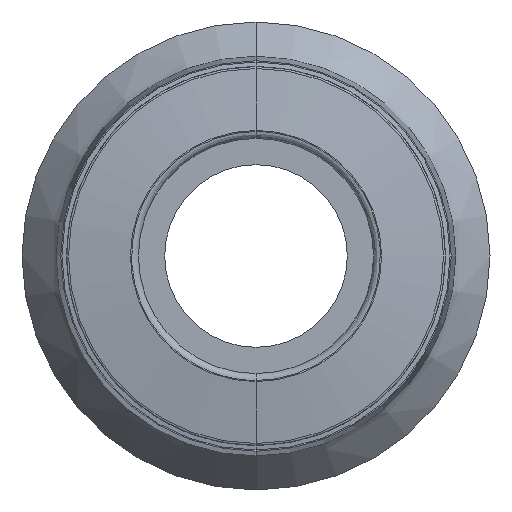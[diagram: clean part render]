
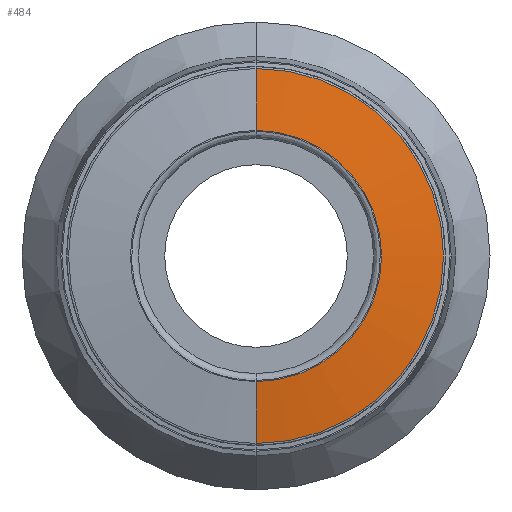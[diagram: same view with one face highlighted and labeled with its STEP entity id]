
A CAD part, front view. The second image highlights one B-rep face of the part: STEP entity #484.
In plain terms, the highlighted conical face has half-angle 81.87 degrees and reference radius 8.214 mm.
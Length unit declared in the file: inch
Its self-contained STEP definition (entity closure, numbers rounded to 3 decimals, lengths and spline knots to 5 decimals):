
#248 = CONICAL_SURFACE ( 'NONE', #2060, 0.32339, 1.429 ) ;
#484 = ADVANCED_FACE ( 'NONE', ( #2055 ), #248, .T. ) ;
#497 = CARTESIAN_POINT ( 'NONE',  ( 0., 0.01527, -0.32339 ) ) ;
#505 = CARTESIAN_POINT ( 'NONE',  ( 0., 0., 0.21654 ) ) ;
#534 = EDGE_CURVE ( 'NONE', #1006, #759, #553, .T. ) ;
#553 = CIRCLE ( 'NONE', #2464, 0.32339 ) ;
#570 = DIRECTION ( 'NONE',  ( -1., 0., 0. ) ) ;
#575 = DIRECTION ( 'NONE',  ( 0., -1., 0. ) ) ;
#584 = CARTESIAN_POINT ( 'NONE',  ( 0., 0.01527, 0. ) ) ;
#625 = VECTOR ( 'NONE', #1932, 39.37008 ) ;
#653 = LINE ( 'NONE', #497, #625 ) ;
#759 = VERTEX_POINT ( 'NONE', #1245 ) ;
#764 = DIRECTION ( 'NONE',  ( 0., 0., 1. ) ) ;
#880 = CARTESIAN_POINT ( 'NONE',  ( 0., 0., -0.21654 ) ) ;
#912 = EDGE_CURVE ( 'NONE', #1724, #759, #2178, .T. ) ;
#1006 = VERTEX_POINT ( 'NONE', #1384 ) ;
#1046 = CARTESIAN_POINT ( 'NONE',  ( 0., 0.01527, 0. ) ) ;
#1088 = DIRECTION ( 'NONE',  ( 0., 1., 0. ) ) ;
#1097 = ORIENTED_EDGE ( 'NONE', *, *, #912, .F. ) ;
#1144 = AXIS2_PLACEMENT_3D ( 'NONE', #2364, #1165, #2556 ) ;
#1165 = DIRECTION ( 'NONE',  ( 0., -1., 0. ) ) ;
#1245 = CARTESIAN_POINT ( 'NONE',  ( 0., 0.01527, 0.32339 ) ) ;
#1384 = CARTESIAN_POINT ( 'NONE',  ( 0., 0.01527, -0.32339 ) ) ;
#1425 = EDGE_LOOP ( 'NONE', ( #2500, #1668, #1957, #1097 ) ) ;
#1564 = VECTOR ( 'NONE', #1582, 39.37008 ) ;
#1582 = DIRECTION ( 'NONE',  ( 0., 0.141, 0.99 ) ) ;
#1594 = CARTESIAN_POINT ( 'NONE',  ( 0., 0.01527, 0.32339 ) ) ;
#1668 = ORIENTED_EDGE ( 'NONE', *, *, #2161, .T. ) ;
#1724 = VERTEX_POINT ( 'NONE', #505 ) ;
#1849 = EDGE_CURVE ( 'NONE', #2226, #1724, #2215, .T. ) ;
#1932 = DIRECTION ( 'NONE',  ( 0., 0.141, -0.99 ) ) ;
#1957 = ORIENTED_EDGE ( 'NONE', *, *, #534, .T. ) ;
#2055 = FACE_OUTER_BOUND ( 'NONE', #1425, .T. ) ;
#2060 = AXIS2_PLACEMENT_3D ( 'NONE', #1046, #1088, #764 ) ;
#2161 = EDGE_CURVE ( 'NONE', #2226, #1006, #653, .T. ) ;
#2178 = LINE ( 'NONE', #1594, #1564 ) ;
#2215 = CIRCLE ( 'NONE', #1144, 0.21654 ) ;
#2226 = VERTEX_POINT ( 'NONE', #880 ) ;
#2364 = CARTESIAN_POINT ( 'NONE',  ( 0., 0., 0. ) ) ;
#2464 = AXIS2_PLACEMENT_3D ( 'NONE', #584, #575, #570 ) ;
#2500 = ORIENTED_EDGE ( 'NONE', *, *, #1849, .F. ) ;
#2556 = DIRECTION ( 'NONE',  ( 0., 0., 1. ) ) ;
